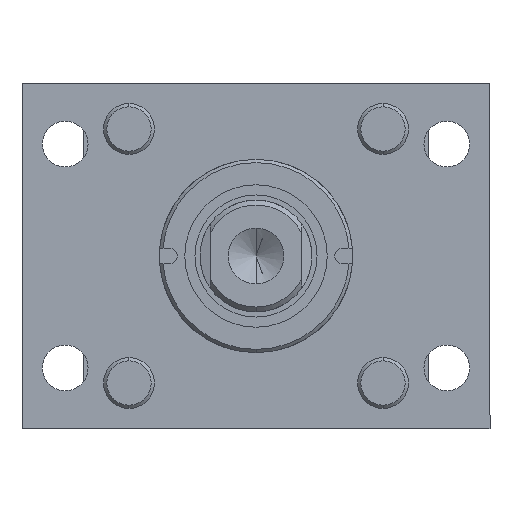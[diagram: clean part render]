
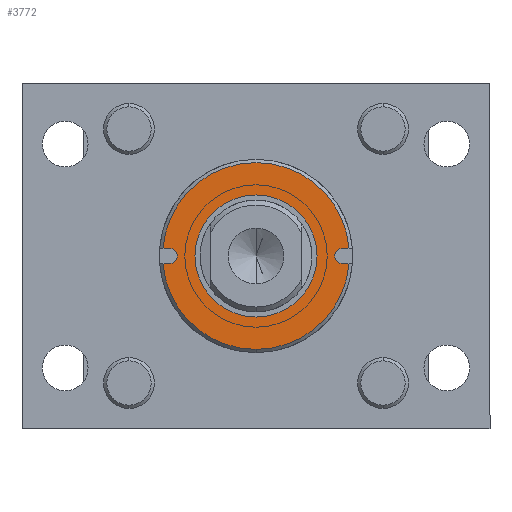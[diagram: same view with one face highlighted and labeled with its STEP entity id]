
A CAD part, left-side view. The second image highlights one B-rep face of the part: STEP entity #3772.
In plain terms, the highlighted planar face has unit normal (-1, 0, 0).
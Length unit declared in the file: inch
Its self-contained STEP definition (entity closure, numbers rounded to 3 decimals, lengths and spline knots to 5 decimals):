
#105 = ORIENTED_EDGE ( 'NONE', *, *, #3362, .T. ) ;
#133 = CARTESIAN_POINT ( 'NONE',  ( 9.17484, 16.3823, 0. ) ) ;
#140 = CIRCLE ( 'NONE', #3509, 1.1475 ) ;
#202 = CIRCLE ( 'NONE', #7352, 0.094 ) ;
#210 = EDGE_LOOP ( 'NONE', ( #8251, #1201 ) ) ;
#316 = CIRCLE ( 'NONE', #7471, 1.1475 ) ;
#374 = LINE ( 'NONE', #5321, #876 ) ;
#382 = AXIS2_PLACEMENT_3D ( 'NONE', #2882, #7792, #3999 ) ;
#431 = EDGE_CURVE ( 'NONE', #6555, #6177, #140, .T. ) ;
#500 = CARTESIAN_POINT ( 'NONE',  ( 9.17484, 15.3203, 0.094 ) ) ;
#551 = EDGE_CURVE ( 'NONE', #7835, #6031, #5638, .T. ) ;
#561 = DIRECTION ( 'NONE',  ( 0., -1., 0. ) ) ;
#642 = VERTEX_POINT ( 'NONE', #2335 ) ;
#647 = DIRECTION ( 'NONE',  ( 0., -1., 0. ) ) ;
#780 = VERTEX_POINT ( 'NONE', #962 ) ;
#825 = PLANE ( 'NONE',  #3827 ) ;
#876 = VECTOR ( 'NONE', #1524, 39.37008 ) ;
#962 = CARTESIAN_POINT ( 'NONE',  ( 9.17484, 17.4443, -0.094 ) ) ;
#1082 = EDGE_CURVE ( 'NONE', #1767, #6031, #374, .T. ) ;
#1197 = ORIENTED_EDGE ( 'NONE', *, *, #1424, .F. ) ;
#1201 = ORIENTED_EDGE ( 'NONE', *, *, #2665, .F. ) ;
#1282 = DIRECTION ( 'NONE',  ( 0., 0., 1. ) ) ;
#1376 = VERTEX_POINT ( 'NONE', #6599 ) ;
#1424 = EDGE_CURVE ( 'NONE', #642, #780, #8128, .T. ) ;
#1457 = CIRCLE ( 'NONE', #3406, 1.1475 ) ;
#1524 = DIRECTION ( 'NONE',  ( 0., 1., 0. ) ) ;
#1551 = VERTEX_POINT ( 'NONE', #6764 ) ;
#1628 = CARTESIAN_POINT ( 'NONE',  ( 9.17484, 17.4443, 0. ) ) ;
#1713 = CARTESIAN_POINT ( 'NONE',  ( 9.17484, 16.3823, 0. ) ) ;
#1758 = VERTEX_POINT ( 'NONE', #6747 ) ;
#1767 = VERTEX_POINT ( 'NONE', #2794 ) ;
#1830 = EDGE_CURVE ( 'NONE', #7104, #1758, #8672, .T. ) ;
#1974 = DIRECTION ( 'NONE',  ( -1., 0., 0. ) ) ;
#1979 = DIRECTION ( 'NONE',  ( 1., 0., 0. ) ) ;
#2028 = DIRECTION ( 'NONE',  ( -1., 0., 0. ) ) ;
#2225 = CARTESIAN_POINT ( 'NONE',  ( 9.17484, 15.3203, -0.094 ) ) ;
#2335 = CARTESIAN_POINT ( 'NONE',  ( 9.17484, 17.52594, -0.094 ) ) ;
#2480 = CARTESIAN_POINT ( 'NONE',  ( 9.17484, 15.23865, -0.094 ) ) ;
#2665 = EDGE_CURVE ( 'NONE', #1758, #7104, #7762, .T. ) ;
#2702 = AXIS2_PLACEMENT_3D ( 'NONE', #5760, #1974, #6887 ) ;
#2706 = DIRECTION ( 'NONE',  ( 0., 0., -1. ) ) ;
#2747 = DIRECTION ( 'NONE',  ( -1., 0., 0. ) ) ;
#2794 = CARTESIAN_POINT ( 'NONE',  ( 9.17484, 15.23865, 0.094 ) ) ;
#2802 = DIRECTION ( 'NONE',  ( 0., 0., 1. ) ) ;
#2841 = CARTESIAN_POINT ( 'NONE',  ( 9.17484, 16.3823, 0.75 ) ) ;
#2882 = CARTESIAN_POINT ( 'NONE',  ( 9.17484, 15.3203, 0. ) ) ;
#3006 = VECTOR ( 'NONE', #647, 39.37008 ) ;
#3089 = CARTESIAN_POINT ( 'NONE',  ( 9.17484, 17.5298, -0.094 ) ) ;
#3362 = EDGE_CURVE ( 'NONE', #1551, #1376, #8215, .T. ) ;
#3406 = AXIS2_PLACEMENT_3D ( 'NONE', #133, #5068, #1282 ) ;
#3462 = CARTESIAN_POINT ( 'NONE',  ( 9.17484, 16.3823, -1.1475 ) ) ;
#3509 = AXIS2_PLACEMENT_3D ( 'NONE', #6568, #2747, #7670 ) ;
#3772 = ADVANCED_FACE ( 'NONE', ( #3912, #5061 ), #825, .F. ) ;
#3814 = EDGE_CURVE ( 'NONE', #642, #6555, #1457, .T. ) ;
#3827 = AXIS2_PLACEMENT_3D ( 'NONE', #5765, #1979, #6892 ) ;
#3912 = FACE_BOUND ( 'NONE', #210, .T. ) ;
#3999 = DIRECTION ( 'NONE',  ( 0., 0., -1. ) ) ;
#4323 = CARTESIAN_POINT ( 'NONE',  ( 9.17484, 17.5298, -0.094 ) ) ;
#4404 = CARTESIAN_POINT ( 'NONE',  ( 9.17484, 17.5298, 0.094 ) ) ;
#4545 = ORIENTED_EDGE ( 'NONE', *, *, #4649, .T. ) ;
#4649 = EDGE_CURVE ( 'NONE', #6177, #7835, #6911, .T. ) ;
#4899 = VECTOR ( 'NONE', #8005, 39.37008 ) ;
#5061 = FACE_OUTER_BOUND ( 'NONE', #6852, .T. ) ;
#5068 = DIRECTION ( 'NONE',  ( -1., 0., 0. ) ) ;
#5214 = EDGE_CURVE ( 'NONE', #1376, #780, #202, .T. ) ;
#5321 = CARTESIAN_POINT ( 'NONE',  ( 9.17484, 17.5298, 0.094 ) ) ;
#5638 = CIRCLE ( 'NONE', #382, 0.094 ) ;
#5760 = CARTESIAN_POINT ( 'NONE',  ( 9.17484, 16.3823, 0. ) ) ;
#5765 = CARTESIAN_POINT ( 'NONE',  ( 9.17484, 17.5298, 0. ) ) ;
#5816 = CARTESIAN_POINT ( 'NONE',  ( 9.17484, 16.3823, 0. ) ) ;
#5882 = ORIENTED_EDGE ( 'NONE', *, *, #3814, .T. ) ;
#5994 = ORIENTED_EDGE ( 'NONE', *, *, #431, .T. ) ;
#6031 = VERTEX_POINT ( 'NONE', #500 ) ;
#6177 = VERTEX_POINT ( 'NONE', #2480 ) ;
#6270 = ORIENTED_EDGE ( 'NONE', *, *, #551, .T. ) ;
#6525 = DIRECTION ( 'NONE',  ( 1., 0., 0. ) ) ;
#6555 = VERTEX_POINT ( 'NONE', #3462 ) ;
#6568 = CARTESIAN_POINT ( 'NONE',  ( 9.17484, 16.3823, 0. ) ) ;
#6599 = CARTESIAN_POINT ( 'NONE',  ( 9.17484, 17.4443, 0.094 ) ) ;
#6619 = DIRECTION ( 'NONE',  ( -1., 0., 0. ) ) ;
#6712 = VECTOR ( 'NONE', #561, 39.37008 ) ;
#6723 = ORIENTED_EDGE ( 'NONE', *, *, #5214, .T. ) ;
#6747 = CARTESIAN_POINT ( 'NONE',  ( 9.17484, 16.3823, -0.75 ) ) ;
#6764 = CARTESIAN_POINT ( 'NONE',  ( 9.17484, 17.52594, 0.094 ) ) ;
#6852 = EDGE_LOOP ( 'NONE', ( #5882, #5994, #4545, #6270, #8197, #8691, #105, #6723, #1197 ) ) ;
#6887 = DIRECTION ( 'NONE',  ( 0., 0., 1. ) ) ;
#6891 = EDGE_CURVE ( 'NONE', #1767, #1551, #316, .T. ) ;
#6892 = DIRECTION ( 'NONE',  ( 0., 0., -1. ) ) ;
#6911 = LINE ( 'NONE', #3089, #4899 ) ;
#6937 = DIRECTION ( 'NONE',  ( 0., 0., 1. ) ) ;
#7104 = VERTEX_POINT ( 'NONE', #2841 ) ;
#7352 = AXIS2_PLACEMENT_3D ( 'NONE', #1628, #6525, #2706 ) ;
#7471 = AXIS2_PLACEMENT_3D ( 'NONE', #5816, #2028, #6937 ) ;
#7493 = AXIS2_PLACEMENT_3D ( 'NONE', #1713, #6619, #2802 ) ;
#7670 = DIRECTION ( 'NONE',  ( 0., 0., 1. ) ) ;
#7762 = CIRCLE ( 'NONE', #2702, 0.75 ) ;
#7792 = DIRECTION ( 'NONE',  ( 1., 0., 0. ) ) ;
#7835 = VERTEX_POINT ( 'NONE', #2225 ) ;
#8005 = DIRECTION ( 'NONE',  ( 0., 1., 0. ) ) ;
#8128 = LINE ( 'NONE', #4323, #6712 ) ;
#8197 = ORIENTED_EDGE ( 'NONE', *, *, #1082, .F. ) ;
#8215 = LINE ( 'NONE', #4404, #3006 ) ;
#8251 = ORIENTED_EDGE ( 'NONE', *, *, #1830, .F. ) ;
#8672 = CIRCLE ( 'NONE', #7493, 0.75 ) ;
#8691 = ORIENTED_EDGE ( 'NONE', *, *, #6891, .T. ) ;
